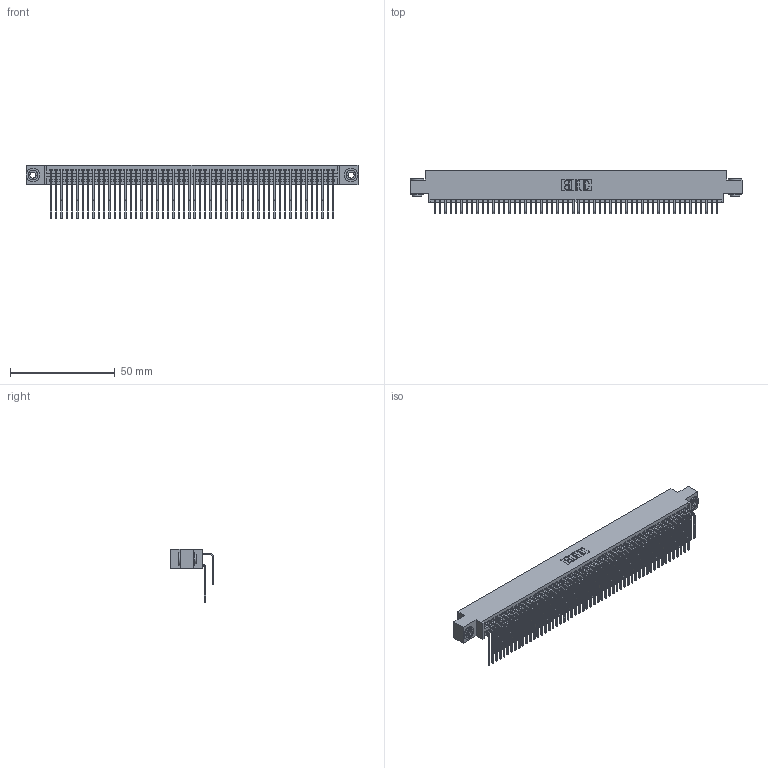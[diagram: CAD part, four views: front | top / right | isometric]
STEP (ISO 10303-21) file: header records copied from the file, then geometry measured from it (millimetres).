
FILE_DESCRIPTION (( 'STEP AP203' ), '1' );
FILE_NAME ('345-108-559-803.STEP', '2018-10-07T08:16:05', ( '' ), ( '' ), 'SwSTEP 2.0', 'SolidWorks 2016', '' );
FILE_SCHEMA (( 'CONFIG_CONTROL_DESIGN' ));
Length unit declared in the file: inch
Products named in the file (5): 345 Part_0.170 Offset - 0.156 Dia-TH; 345-250-002_345-250-002-102; 345-292-001_558 559 Tail - 1; 345-108-559-803; 345-292-001_559 Tail - 2
Assembly tree (111 placements, depth 2):
  345-108-559-803
    345 Part_0.170 Offset - 0.156 Dia-TH
    345-292-001_558 559 Tail - 1  x54
    345-292-001_559 Tail - 2  x54
    345-250-002_345-250-002-102  x2
Bounding box: 158.37 x 20.56 x 25.53 mm (x, y, z)
Volume: 16024.5 mm3; surface area: 27197.4 mm2
Topology: 111 solids, 111 shells, 5784 faces, 17169 edges, 11298 vertices
Faces by surface type: plane 3874, cylinder 1902, cone 8
Entity records: 43188 total; most frequent: CARTESIAN_POINT 7250, ORIENTED_EDGE 7126, DIRECTION 6381, EDGE_CURVE 3563, LINE 3151, VECTOR 3151, VERTEX_POINT 2370, AXIS2_PLACEMENT_3D 1615
